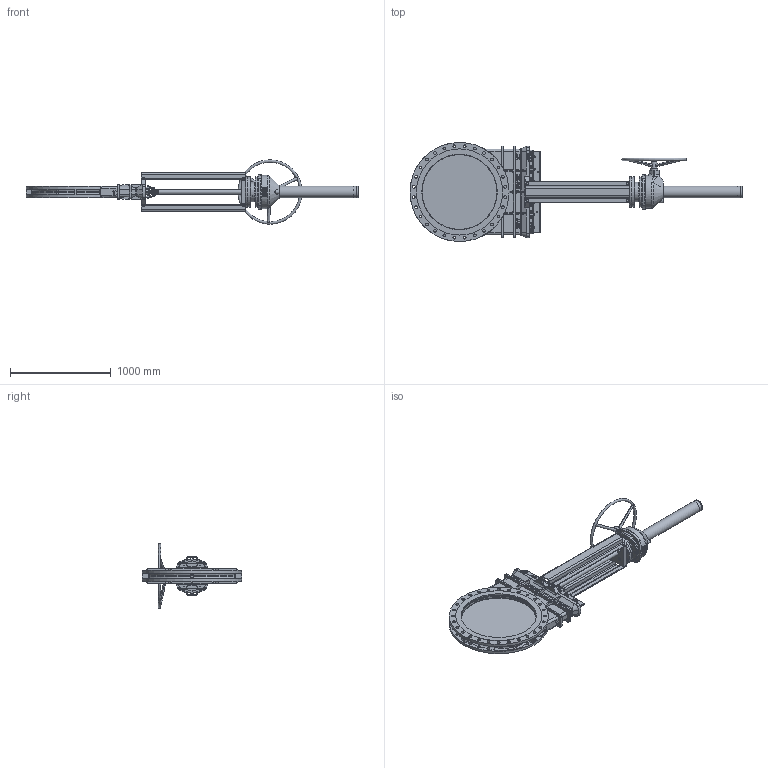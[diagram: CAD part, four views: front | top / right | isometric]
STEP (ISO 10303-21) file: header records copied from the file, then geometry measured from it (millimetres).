
FILE_DESCRIPTION(/* description */ ('Unknown'),/* implementation_level */ '2;1');
FILE_NAME(/* name */ 'ZFI-S-30''''MAUAL RISING+GEAR BOX',/* time_stamp */ '2023-09-02T17:08:29+06:00',/* author */ ('Unknown'),/* organization */ ('Unknown'),/* preprocessor_version */ 'ST-DEVELOPER v18.102',/* originating_system */ 'Solid Edge',/* authorisation */ 'Unknown');
FILE_SCHEMA (('AUTOMOTIVE_DESIGN {1 0 10303 214 3 1 1}'));
Products named in the file (32): GA-C-JAE-CA-00043001-R0; C211-750-JAE-CA-00043-01; C201-16-102-11110; JE-ZFI-007_750; C201-16-103-11110; 750-BA-07S4-R0 Supporting Bracket; 750-BA-05-R0 Stuffing Seal 14x14; GK_25.1; 750-BA-06C8-R0 Stuffing Plate Machining; HSSS FP(GRUB) M12X80L; PUNCH WASHER A14; SPRING WASHER B12; HEX NUT M12; 750-BA-11S4-R0 Spindle (Rising); Spindle Part 03; Spindle Part 02; Spindle Part 01; 750-BA-11S4-R0 Spindle (Rising)_500_561_Fillet 5_oa_0; 750-BA-11S4-R0 Spindle (Rising)_500_561_Fillet 5_oa_1; 750-BA-11S4-R0 Spindle (Rising)_500_561_Fillet 5_oa_2; 750-BA-11S4-R0 Spindle (Rising)_500_561_Fillet 5_oa_3; 750-BA-11S4-R0 Spindle (Rising)_500_561_Fillet 5_oa_4; 750-BA-18MS-R0 Adapter Plate; HSHCS (ALLEN BOLT) M16X70L; 2C02-206-1900001; NYLOCK NUT M16; SPRING WASHER B16; HEX SCREW M16X35L; F25_Valve_Mounting_Flange; Auma_HW_Ø640_BoreØ30; cap Stem cover Gk25.1_750; Stem cover Gk25.1_750
Assembly tree (96 placements, depth 3):
  GA-C-JAE-CA-00043001-R0
    C211-750-JAE-CA-00043-01
    C201-16-102-11110
    JE-ZFI-007_750
    C201-16-103-11110
    750-BA-07S4-R0 Supporting Bracket  x2
    750-BA-05-R0 Stuffing Seal 14x14  x4
    GK_25.1
    750-BA-06C8-R0 Stuffing Plate Machining
    HSSS FP(GRUB) M12X80L  x12
    PUNCH WASHER A14  x12
    SPRING WASHER B12  x12
    HEX NUT M12  x12
    750-BA-11S4-R0 Spindle (Rising)
      Spindle Part 03
      Spindle Part 02
      Spindle Part 01  x2
      750-BA-11S4-R0 Spindle (Rising)_500_561_Fillet 5_oa_0
      750-BA-11S4-R0 Spindle (Rising)_500_561_Fillet 5_oa_1
      750-BA-11S4-R0 Spindle (Rising)_500_561_Fillet 5_oa_2
      750-BA-11S4-R0 Spindle (Rising)_500_561_Fillet 5_oa_3
      750-BA-11S4-R0 Spindle (Rising)_500_561_Fillet 5_oa_4
    750-BA-18MS-R0 Adapter Plate
    HSHCS (ALLEN BOLT) M16X70L  x2
    2C02-206-1900001
    NYLOCK NUT M16  x2
    SPRING WASHER B16  x8
    HEX SCREW M16X35L  x8
    F25_Valve_Mounting_Flange
    Auma_HW_Ø640_BoreØ30
    cap Stem cover Gk25.1_750
    Stem cover Gk25.1_750
Bounding box: 3301.7 x 984.89 x 639.87 mm (x, y, z)
Volume: 89933635.5 mm3; surface area: 9816025.5 mm2
Topology: 96 solids, 100 shells, 3852 faces, 9533 edges, 6036 vertices
Faces by surface type: plane 1804, cylinder 1089, bspline 378, torus 308, cone 249, sphere 24
Full cylindrical faces by diameter (mm): 2.5 x4, 3 x3, 6.5 x2, 6.8 x1, 10 x8, 10.106 x12, 10.584 x24, 12 x12, 12.5 x1, 13.376 x16, 13.546 x2, 13.835 x6, 13.885 x2, 14 x28, 14.701 x8, 16 x12, 16.5 x6, 17.5 x2, 18 x28, 20 x3, 21.1 x4, 22.49 x8, 23 x2, 24 x14, 26 x12, 27.823 x92, 28.6 x1, 30 x2, 50 x1, 55 x1
Entity records: 121405 total; most frequent: CARTESIAN_POINT 42353, ORIENTED_EDGE 14548, DIRECTION 14006, EDGE_CURVE 7274, AXIS2_PLACEMENT_3D 5130, VERTEX_POINT 4825, FACE_BOUND 3805, EDGE_LOOP 3780
